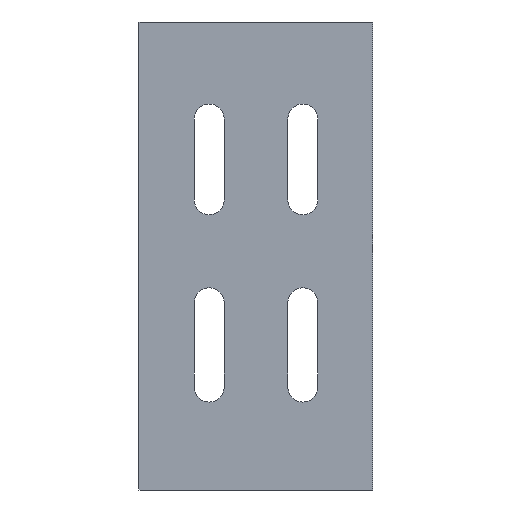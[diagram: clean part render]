
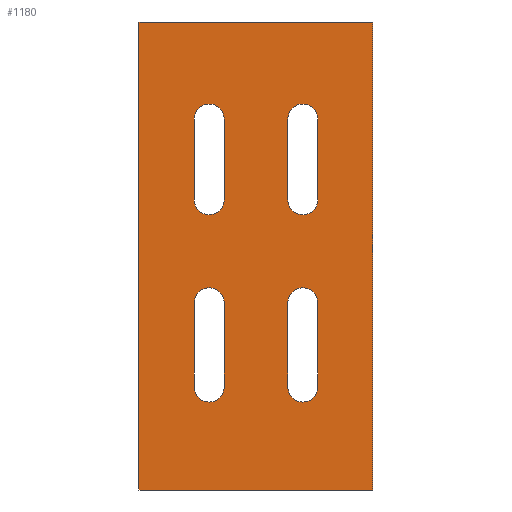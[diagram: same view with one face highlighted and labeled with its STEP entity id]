
A CAD part, front view. The second image highlights one B-rep face of the part: STEP entity #1180.
In plain terms, the highlighted planar face has unit normal (0, -1, 0).
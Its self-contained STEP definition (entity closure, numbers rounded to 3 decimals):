
#132=CARTESIAN_POINT('',(3.4,-10.,-14.));
#133=VERTEX_POINT('',#132);
#140=CARTESIAN_POINT('',(6.6,-10.,-14.0));
#141=VERTEX_POINT('',#140);
#142=CARTESIAN_POINT('',(5.,-10.,-14.));
#143=DIRECTION('',(0.0,1.0,0.0));
#144=DIRECTION('',(0.0,0.0,-1.0));
#145=AXIS2_PLACEMENT_3D('',#142,#143,#144);
#146=CIRCLE('',#145,1.6);
#147=EDGE_CURVE('',#141,#133,#146,.T.);
#172=CARTESIAN_POINT('',(6.6,-10.,-5.0));
#173=VERTEX_POINT('',#172);
#174=CARTESIAN_POINT('',(6.6,-10.,-5.0));
#175=DIRECTION('',(0.0,0.0,-1.0));
#176=VECTOR('',#175,9.0);
#177=LINE('',#174,#176);
#178=EDGE_CURVE('',#173,#141,#177,.T.);
#204=CARTESIAN_POINT('',(3.4,-10.,-5.0));
#205=VERTEX_POINT('',#204);
#206=CARTESIAN_POINT('',(5.,-10.,-5.0));
#207=DIRECTION('',(0.0,1.0,0.0));
#208=DIRECTION('',(0.0,0.0,1.0));
#209=AXIS2_PLACEMENT_3D('',#206,#207,#208);
#210=CIRCLE('',#209,1.6);
#211=EDGE_CURVE('',#205,#173,#210,.T.);
#234=CARTESIAN_POINT('',(3.4,-10.,-14.));
#235=DIRECTION('',(0.0,0.0,1.0));
#236=VECTOR('',#235,9.);
#237=LINE('',#234,#236);
#238=EDGE_CURVE('',#133,#205,#237,.T.);
#260=CARTESIAN_POINT('',(6.6,-10.,14.636));
#261=VERTEX_POINT('',#260);
#268=CARTESIAN_POINT('',(3.4,-10.,14.636));
#269=VERTEX_POINT('',#268);
#270=CARTESIAN_POINT('',(5.,-10.,14.636));
#271=DIRECTION('',(0.0,1.0,0.0));
#272=DIRECTION('',(0.0,0.0,-1.0));
#273=AXIS2_PLACEMENT_3D('',#270,#271,#272);
#274=CIRCLE('',#273,1.6);
#275=EDGE_CURVE('',#269,#261,#274,.T.);
#299=CARTESIAN_POINT('',(6.6,-10.,6.));
#300=VERTEX_POINT('',#299);
#307=CARTESIAN_POINT('',(6.6,-10.,14.636));
#308=DIRECTION('',(0.0,0.0,-1.0));
#309=VECTOR('',#308,8.636);
#310=LINE('',#307,#309);
#311=EDGE_CURVE('',#261,#300,#310,.T.);
#331=CARTESIAN_POINT('',(3.4,-10.,6.));
#332=VERTEX_POINT('',#331);
#339=CARTESIAN_POINT('',(5.,-10.,6.));
#340=DIRECTION('',(0.0,1.0,0.0));
#341=DIRECTION('',(0.0,0.0,1.0));
#342=AXIS2_PLACEMENT_3D('',#339,#340,#341);
#343=CIRCLE('',#342,1.6);
#344=EDGE_CURVE('',#300,#332,#343,.T.);
#362=CARTESIAN_POINT('',(3.4,-10.,6.));
#363=DIRECTION('',(0.0,0.0,1.0));
#364=VECTOR('',#363,8.636);
#365=LINE('',#362,#364);
#366=EDGE_CURVE('',#332,#269,#365,.T.);
#388=CARTESIAN_POINT('',(-3.4,-10.,14.636));
#389=VERTEX_POINT('',#388);
#396=CARTESIAN_POINT('',(-6.6,-10.,14.636));
#397=VERTEX_POINT('',#396);
#398=CARTESIAN_POINT('',(-5.,-10.,14.636));
#399=DIRECTION('',(0.0,1.0,0.0));
#400=DIRECTION('',(0.0,0.0,-1.0));
#401=AXIS2_PLACEMENT_3D('',#398,#399,#400);
#402=CIRCLE('',#401,1.6);
#403=EDGE_CURVE('',#397,#389,#402,.T.);
#428=CARTESIAN_POINT('',(-6.6,-10.,6.));
#429=VERTEX_POINT('',#428);
#430=CARTESIAN_POINT('',(-6.6,-10.,6.));
#431=DIRECTION('',(0.0,0.0,1.0));
#432=VECTOR('',#431,8.636);
#433=LINE('',#430,#432);
#434=EDGE_CURVE('',#429,#397,#433,.T.);
#460=CARTESIAN_POINT('',(-3.4,-10.,6.));
#461=VERTEX_POINT('',#460);
#462=CARTESIAN_POINT('',(-5.,-10.,6.));
#463=DIRECTION('',(0.0,1.0,0.0));
#464=DIRECTION('',(0.0,0.0,1.0));
#465=AXIS2_PLACEMENT_3D('',#462,#463,#464);
#466=CIRCLE('',#465,1.6);
#467=EDGE_CURVE('',#461,#429,#466,.T.);
#490=CARTESIAN_POINT('',(-3.4,-10.,14.636));
#491=DIRECTION('',(0.0,0.0,-1.0));
#492=VECTOR('',#491,8.636);
#493=LINE('',#490,#492);
#494=EDGE_CURVE('',#389,#461,#493,.T.);
#515=CARTESIAN_POINT('',(-3.4,-10.,-14.));
#516=VERTEX_POINT('',#515);
#523=CARTESIAN_POINT('',(-3.4,-10.,-5.0));
#524=VERTEX_POINT('',#523);
#525=CARTESIAN_POINT('',(-3.4,-10.,-5.0));
#526=DIRECTION('',(0.0,0.0,-1.0));
#527=VECTOR('',#526,9.);
#528=LINE('',#525,#527);
#529=EDGE_CURVE('',#524,#516,#528,.T.);
#555=CARTESIAN_POINT('',(-6.6,-10.,-5.0));
#556=VERTEX_POINT('',#555);
#557=CARTESIAN_POINT('',(-5.,-10.,-5.0));
#558=DIRECTION('',(0.0,1.0,0.0));
#559=DIRECTION('',(0.0,0.0,1.0));
#560=AXIS2_PLACEMENT_3D('',#557,#558,#559);
#561=CIRCLE('',#560,1.6);
#562=EDGE_CURVE('',#556,#524,#561,.T.);
#587=CARTESIAN_POINT('',(-6.6,-10.,-14.0));
#588=VERTEX_POINT('',#587);
#589=CARTESIAN_POINT('',(-6.6,-10.,-14.));
#590=DIRECTION('',(0.0,0.0,1.0));
#591=VECTOR('',#590,9.);
#592=LINE('',#589,#591);
#593=EDGE_CURVE('',#588,#556,#592,.T.);
#617=CARTESIAN_POINT('',(-5.,-10.,-14.));
#618=DIRECTION('',(0.0,1.0,0.0));
#619=DIRECTION('',(0.0,0.0,-1.0));
#620=AXIS2_PLACEMENT_3D('',#617,#618,#619);
#621=CIRCLE('',#620,1.6);
#622=EDGE_CURVE('',#516,#588,#621,.T.);
#1015=CARTESIAN_POINT('',(-12.5,-10.,25.0));
#1016=VERTEX_POINT('',#1015);
#1023=CARTESIAN_POINT('',(12.5,-10.0,25.0));
#1024=VERTEX_POINT('',#1023);
#1025=CARTESIAN_POINT('',(12.5,-10.0,25.0));
#1026=DIRECTION('',(-1.0,0.0,0.0));
#1027=VECTOR('',#1026,25.0);
#1028=LINE('',#1025,#1027);
#1029=EDGE_CURVE('',#1024,#1016,#1028,.T.);
#1071=CARTESIAN_POINT('',(12.5,-10.0,-25.0));
#1072=VERTEX_POINT('',#1071);
#1079=CARTESIAN_POINT('',(-12.5,-10.,-25.0));
#1080=VERTEX_POINT('',#1079);
#1081=CARTESIAN_POINT('',(-12.5,-10.,-25.0));
#1082=DIRECTION('',(1.0,0.0,0.0));
#1083=VECTOR('',#1082,25.0);
#1084=LINE('',#1081,#1083);
#1085=EDGE_CURVE('',#1080,#1072,#1084,.T.);
#1111=CARTESIAN_POINT('',(-12.5,-10.,25.0));
#1112=DIRECTION('',(0.0,0.0,-1.0));
#1113=VECTOR('',#1112,50.0);
#1114=LINE('',#1111,#1113);
#1115=EDGE_CURVE('',#1016,#1080,#1114,.T.);
#1131=CARTESIAN_POINT('',(12.5,-10.0,-25.0));
#1132=DIRECTION('',(0.0,0.0,1.0));
#1133=VECTOR('',#1132,50.0);
#1134=LINE('',#1131,#1133);
#1135=EDGE_CURVE('',#1072,#1024,#1134,.T.);
#1145=CARTESIAN_POINT('',(12.5,-10.0,0.0));
#1146=DIRECTION('',(0.0,-1.0,0.0));
#1147=DIRECTION('',(0.0,0.0,-1.0));
#1148=AXIS2_PLACEMENT_3D('',#1145,#1146,#1147);
#1149=PLANE('',#1148);
#1150=ORIENTED_EDGE('',*,*,#1029,.T.);
#1151=ORIENTED_EDGE('',*,*,#1115,.T.);
#1152=ORIENTED_EDGE('',*,*,#1085,.T.);
#1153=ORIENTED_EDGE('',*,*,#1135,.T.);
#1154=EDGE_LOOP('',(#1150,#1151,#1152,#1153));
#1155=FACE_OUTER_BOUND('',#1154,.T.);
#1156=ORIENTED_EDGE('',*,*,#147,.T.);
#1157=ORIENTED_EDGE('',*,*,#238,.T.);
#1158=ORIENTED_EDGE('',*,*,#211,.T.);
#1159=ORIENTED_EDGE('',*,*,#178,.T.);
#1160=EDGE_LOOP('',(#1156,#1157,#1158,#1159));
#1161=FACE_BOUND('',#1160,.T.);
#1162=ORIENTED_EDGE('',*,*,#275,.T.);
#1163=ORIENTED_EDGE('',*,*,#311,.T.);
#1164=ORIENTED_EDGE('',*,*,#344,.T.);
#1165=ORIENTED_EDGE('',*,*,#366,.T.);
#1166=EDGE_LOOP('',(#1162,#1163,#1164,#1165));
#1167=FACE_BOUND('',#1166,.T.);
#1168=ORIENTED_EDGE('',*,*,#467,.T.);
#1169=ORIENTED_EDGE('',*,*,#434,.T.);
#1170=ORIENTED_EDGE('',*,*,#403,.T.);
#1171=ORIENTED_EDGE('',*,*,#494,.T.);
#1172=EDGE_LOOP('',(#1168,#1169,#1170,#1171));
#1173=FACE_BOUND('',#1172,.T.);
#1174=ORIENTED_EDGE('',*,*,#593,.T.);
#1175=ORIENTED_EDGE('',*,*,#562,.T.);
#1176=ORIENTED_EDGE('',*,*,#529,.T.);
#1177=ORIENTED_EDGE('',*,*,#622,.T.);
#1178=EDGE_LOOP('',(#1174,#1175,#1176,#1177));
#1179=FACE_BOUND('',#1178,.T.);
#1180=ADVANCED_FACE('',(#1155,#1161,#1167,#1173,#1179),#1149,.T.);
